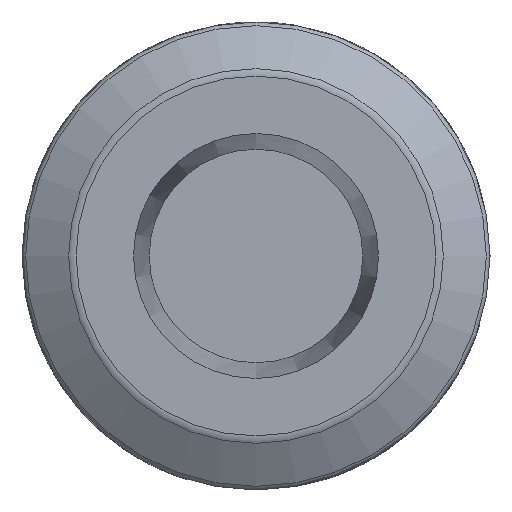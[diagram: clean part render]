
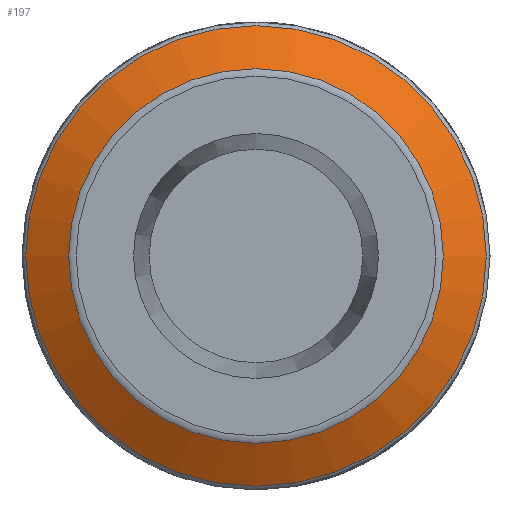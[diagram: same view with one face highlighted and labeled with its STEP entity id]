
A CAD part, left-side view. The second image highlights one B-rep face of the part: STEP entity #197.
In plain terms, the highlighted conical face has half-angle 60 degrees and reference radius 31 mm.
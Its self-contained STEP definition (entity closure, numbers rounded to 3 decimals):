
#52=CONICAL_SURFACE('',#794,31.,60.);
#197=ADVANCED_FACE('',(#293,#294),#52,.T.);
#293=FACE_BOUND('',#372,.T.);
#294=FACE_BOUND('',#373,.T.);
#372=EDGE_LOOP('',(#532));
#373=EDGE_LOOP('',(#533));
#532=ORIENTED_EDGE('',*,*,#678,.F.);
#533=ORIENTED_EDGE('',*,*,#681,.T.);
#598=VERTEX_POINT('',#1972);
#601=VERTEX_POINT('',#1981);
#678=EDGE_CURVE('',#598,#598,#703,.T.);
#681=EDGE_CURVE('',#601,#601,#706,.T.);
#703=CIRCLE('',#787,31.);
#706=CIRCLE('',#793,25.214);
#787=AXIS2_PLACEMENT_3D('',#1971,#963,#964);
#793=AXIS2_PLACEMENT_3D('',#1980,#975,#976);
#794=AXIS2_PLACEMENT_3D('',#1982,#977,#978);
#963=DIRECTION('',(1.,0.,0.));
#964=DIRECTION('',(0.,1.,0.));
#975=DIRECTION('',(1.,0.,0.));
#976=DIRECTION('',(0.,1.,0.));
#977=DIRECTION('',(1.,0.,0.));
#978=DIRECTION('',(0.,1.,0.));
#1971=CARTESIAN_POINT('',(-11.392,0.,0.));
#1972=CARTESIAN_POINT('',(-11.392,31.,0.));
#1980=CARTESIAN_POINT('',(-14.732,0.,0.));
#1981=CARTESIAN_POINT('',(-14.732,25.214,0.));
#1982=CARTESIAN_POINT('',(-11.392,0.,0.));
